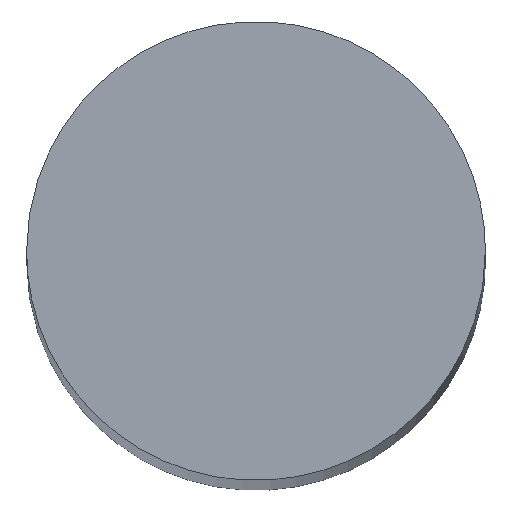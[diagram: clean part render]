
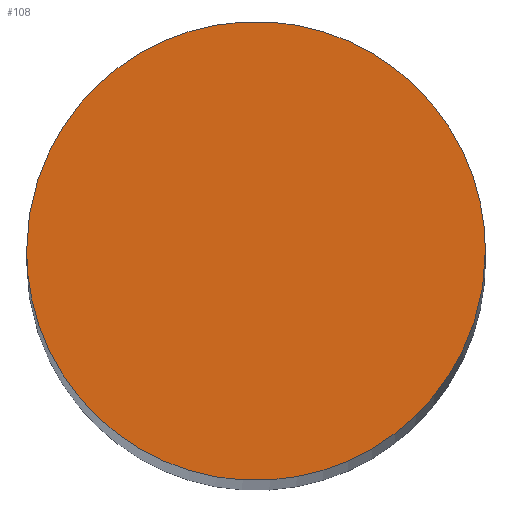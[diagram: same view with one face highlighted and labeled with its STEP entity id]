
A CAD part, top view. The second image highlights one B-rep face of the part: STEP entity #108.
In plain terms, the highlighted planar face has unit normal (0, 0, 1).
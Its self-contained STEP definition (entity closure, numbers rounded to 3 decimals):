
#4 = CARTESIAN_POINT ( 'NONE',  ( 162.489, 88.621, 94.1 ) ) ;
#12 = CARTESIAN_POINT ( 'NONE',  ( 167., 86., 94.1 ) ) ;
#16 = CARTESIAN_POINT ( 'NONE',  ( 161.078, 85.215, 94.1 ) ) ;
#17 = CARTESIAN_POINT ( 'NONE',  ( 161.379, 84.489, 94.1 ) ) ;
#18 = CARTESIAN_POINT ( 'NONE',  ( 162.156, 83.601, 94.1 ) ) ;
#26 = CARTESIAN_POINT ( 'NONE',  ( 167., 85.607, 94.1 ) ) ;
#28 = EDGE_CURVE ( 'NONE', #76, #128, #193, .T. ) ;
#32 = PLANE ( 'NONE',  #231 ) ;
#42 = CARTESIAN_POINT ( 'NONE',  ( 164.393, 83., 94.1 ) ) ;
#47 = DIRECTION ( 'NONE',  ( 1., 0., 0. ) ) ;
#51 = CARTESIAN_POINT ( 'NONE',  ( 163.607, 89., 94.1 ) ) ;
#58 = CARTESIAN_POINT ( 'NONE',  ( 165.511, 83.379, 94.1 ) ) ;
#61 = B_SPLINE_CURVE_WITH_KNOTS ( 'NONE', 3,
 ( #103, #84, #138, #146, #162, #223, #4, #167, #51, #124, #94, #185, #70, #186, #205, #184, #183, #107 ),
 .UNSPECIFIED., .F., .F.,
 ( 4, 2, 2, 2, 2, 2, 2, 2, 4 ),
 ( 0., 0.125, 0.25, 0.375, 0.5, 0.625, 0.75, 0.875, 1. ),
 .UNSPECIFIED. ) ;
#64 = CARTESIAN_POINT ( 'NONE',  ( 162.489, 83.379, 94.1 ) ) ;
#70 = CARTESIAN_POINT ( 'NONE',  ( 165.844, 88.399, 94.1 ) ) ;
#76 = VERTEX_POINT ( 'NONE', #196 ) ;
#78 = CARTESIAN_POINT ( 'NONE',  ( 165.844, 83.601, 94.1 ) ) ;
#84 = CARTESIAN_POINT ( 'NONE',  ( 161., 86.393, 94.1 ) ) ;
#86 = CARTESIAN_POINT ( 'NONE',  ( 163.215, 83.078, 94.1 ) ) ;
#94 = CARTESIAN_POINT ( 'NONE',  ( 164.785, 88.922, 94.1 ) ) ;
#98 = CARTESIAN_POINT ( 'NONE',  ( 166.922, 85.215, 94.1 ) ) ;
#103 = CARTESIAN_POINT ( 'NONE',  ( 161., 86., 94.1 ) ) ;
#104 = CARTESIAN_POINT ( 'NONE',  ( 161., 86., 94.1 ) ) ;
#105 = DIRECTION ( 'NONE',  ( 0., 0., 1. ) ) ;
#107 = CARTESIAN_POINT ( 'NONE',  ( 167., 86., 94.1 ) ) ;
#108 = ADVANCED_FACE ( 'NONE', ( #218 ), #32, .T. ) ;
#116 = EDGE_LOOP ( 'NONE', ( #192, #228 ) ) ;
#118 = CARTESIAN_POINT ( 'NONE',  ( 161., 85.607, 94.1 ) ) ;
#121 = CARTESIAN_POINT ( 'NONE',  ( 161., 86., 94.1 ) ) ;
#124 = CARTESIAN_POINT ( 'NONE',  ( 164.393, 89., 94.1 ) ) ;
#128 = VERTEX_POINT ( 'NONE', #121 ) ;
#133 = CARTESIAN_POINT ( 'NONE',  ( 164.785, 83.078, 94.1 ) ) ;
#137 = CARTESIAN_POINT ( 'NONE',  ( 0., 0., 94.1 ) ) ;
#138 = CARTESIAN_POINT ( 'NONE',  ( 161.078, 86.785, 94.1 ) ) ;
#146 = CARTESIAN_POINT ( 'NONE',  ( 161.379, 87.511, 94.1 ) ) ;
#162 = CARTESIAN_POINT ( 'NONE',  ( 161.601, 87.844, 94.1 ) ) ;
#167 = CARTESIAN_POINT ( 'NONE',  ( 163.215, 88.922, 94.1 ) ) ;
#172 = CARTESIAN_POINT ( 'NONE',  ( 166.621, 84.489, 94.1 ) ) ;
#179 = CARTESIAN_POINT ( 'NONE',  ( 161.601, 84.156, 94.1 ) ) ;
#183 = CARTESIAN_POINT ( 'NONE',  ( 167., 86.393, 94.1 ) ) ;
#184 = CARTESIAN_POINT ( 'NONE',  ( 166.922, 86.785, 94.1 ) ) ;
#185 = CARTESIAN_POINT ( 'NONE',  ( 165.511, 88.621, 94.1 ) ) ;
#186 = CARTESIAN_POINT ( 'NONE',  ( 166.399, 87.844, 94.1 ) ) ;
#191 = CARTESIAN_POINT ( 'NONE',  ( 163.607, 83., 94.1 ) ) ;
#192 = ORIENTED_EDGE ( 'NONE', *, *, #211, .F. ) ;
#193 = B_SPLINE_CURVE_WITH_KNOTS ( 'NONE', 3,
 ( #12, #26, #98, #172, #212, #78, #58, #133, #42, #191, #86, #64, #18, #179, #17, #16, #118, #104 ),
 .UNSPECIFIED., .F., .F.,
 ( 4, 2, 2, 2, 2, 2, 2, 2, 4 ),
 ( 0., 0.125, 0.25, 0.375, 0.5, 0.625, 0.75, 0.875, 1. ),
 .UNSPECIFIED. ) ;
#196 = CARTESIAN_POINT ( 'NONE',  ( 167., 86., 94.1 ) ) ;
#205 = CARTESIAN_POINT ( 'NONE',  ( 166.621, 87.511, 94.1 ) ) ;
#211 = EDGE_CURVE ( 'NONE', #128, #76, #61, .T. ) ;
#212 = CARTESIAN_POINT ( 'NONE',  ( 166.399, 84.156, 94.1 ) ) ;
#218 = FACE_OUTER_BOUND ( 'NONE', #116, .T. ) ;
#223 = CARTESIAN_POINT ( 'NONE',  ( 162.156, 88.399, 94.1 ) ) ;
#228 = ORIENTED_EDGE ( 'NONE', *, *, #28, .F. ) ;
#231 = AXIS2_PLACEMENT_3D ( 'NONE', #137, #105, #47 ) ;
